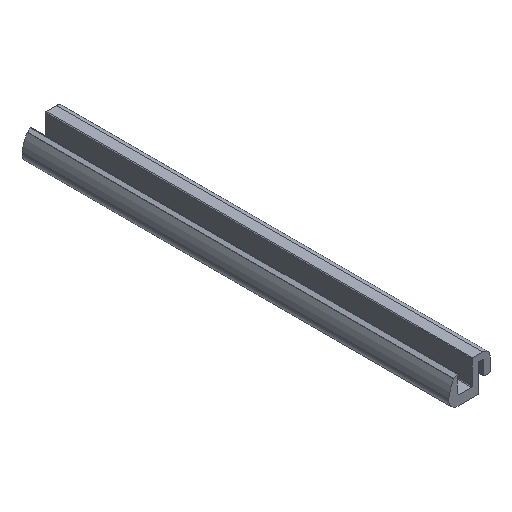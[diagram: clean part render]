
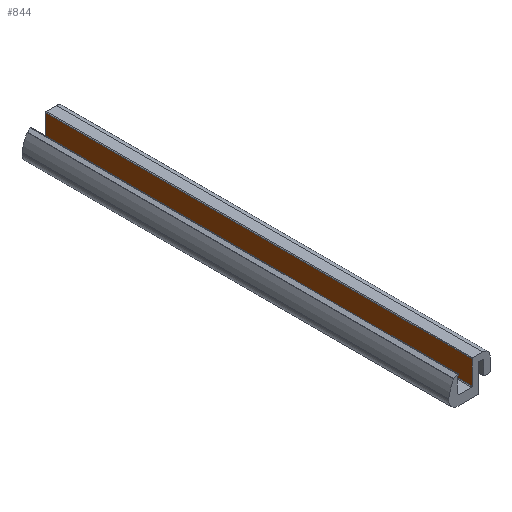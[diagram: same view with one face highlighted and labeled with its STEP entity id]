
A CAD part, isometric view. The second image highlights one B-rep face of the part: STEP entity #844.
In plain terms, the highlighted free-form (B-spline) face has degree [1, 1] with [2, 2] control points.
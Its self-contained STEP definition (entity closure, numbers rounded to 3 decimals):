
#168=CARTESIAN_POINT('',(-3.,0.0,15.9));
#169=VERTEX_POINT('',#168);
#183=CARTESIAN_POINT('',(-3.,0.0,4.8));
#184=VERTEX_POINT('',#183);
#185=CARTESIAN_POINT('',(-3.,0.0,15.9));
#186=CARTESIAN_POINT('',(-3.,0.0,4.8));
#187=QUASI_UNIFORM_CURVE('',1,(#185,#186),.UNSPECIFIED.,.F.,.U.);
#188=EDGE_CURVE('',#169,#184,#187,.T.);
#450=CARTESIAN_POINT('',(-3.,200.0,4.8));
#451=VERTEX_POINT('',#450);
#465=CARTESIAN_POINT('',(-3.,200.0,15.9));
#466=VERTEX_POINT('',#465);
#467=CARTESIAN_POINT('',(-3.,200.0,15.9));
#468=CARTESIAN_POINT('',(-3.,200.0,4.8));
#469=QUASI_UNIFORM_CURVE('',1,(#467,#468),.UNSPECIFIED.,.F.,.U.);
#470=EDGE_CURVE('',#466,#451,#469,.T.);
#819=CARTESIAN_POINT('',(-3.,200.0,4.8));
#820=CARTESIAN_POINT('',(-3.,0.0,4.8));
#821=QUASI_UNIFORM_CURVE('',1,(#819,#820),.UNSPECIFIED.,.F.,.U.);
#822=EDGE_CURVE('',#451,#184,#821,.T.);
#829=CARTESIAN_POINT('',(-3.,-9.99,4.246));
#830=CARTESIAN_POINT('',(-3.,-9.99,16.454));
#831=CARTESIAN_POINT('',(-3.,209.99,4.246));
#832=CARTESIAN_POINT('',(-3.,209.99,16.454));
#833=B_SPLINE_SURFACE_WITH_KNOTS('',1,1,((#829,#831),(#830,#832)),.UNSPECIFIED.,.F.,.F.,.U.,(2,2),(2,2),(0.0,12.209),(0.0,219.98),.UNSPECIFIED.);
#834=ORIENTED_EDGE('',*,*,#188,.F.);
#835=CARTESIAN_POINT('',(-3.,200.0,15.9));
#836=CARTESIAN_POINT('',(-3.,0.0,15.9));
#837=QUASI_UNIFORM_CURVE('',1,(#835,#836),.UNSPECIFIED.,.F.,.U.);
#838=EDGE_CURVE('',#466,#169,#837,.T.);
#839=ORIENTED_EDGE('',*,*,#838,.F.);
#840=ORIENTED_EDGE('',*,*,#470,.T.);
#841=ORIENTED_EDGE('',*,*,#822,.T.);
#842=EDGE_LOOP('',(#834,#839,#840,#841));
#843=FACE_OUTER_BOUND('',#842,.T.);
#844=ADVANCED_FACE('',(#843),#833,.T.);
